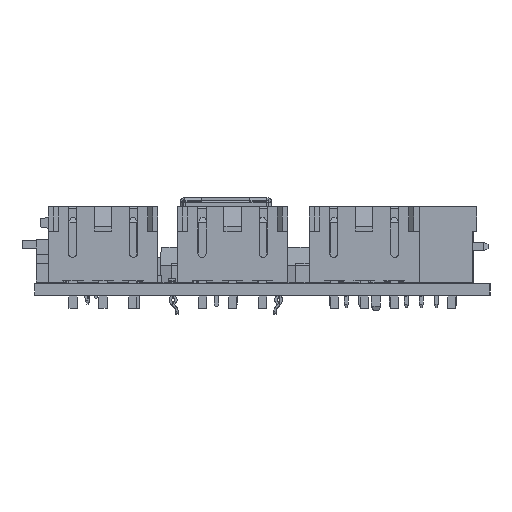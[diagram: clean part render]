
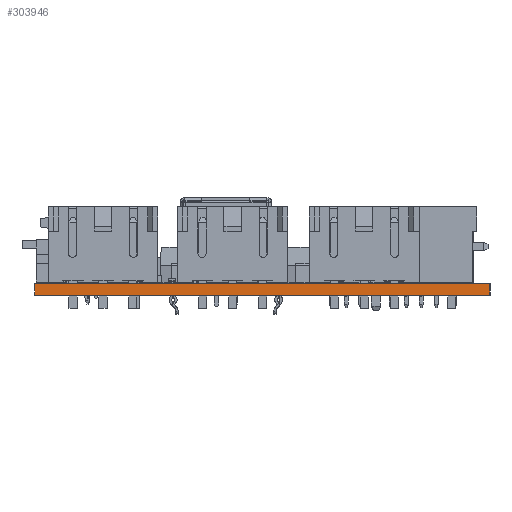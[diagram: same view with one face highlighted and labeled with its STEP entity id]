
A CAD part, left-side view. The second image highlights one B-rep face of the part: STEP entity #303946.
In plain terms, the highlighted planar face has unit normal (-1, 0, 0).
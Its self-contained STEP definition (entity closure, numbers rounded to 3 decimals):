
#303765 = PLANE('',#303766);
#303766 = AXIS2_PLACEMENT_3D('',#303767,#303768,#303769);
#303767 = CARTESIAN_POINT('',(191.11,-127.508,0.));
#303768 = DIRECTION('',(0.,-1.,0.));
#303769 = DIRECTION('',(-1.,0.,0.));
#303790 = VERTEX_POINT('',#303791);
#303791 = CARTESIAN_POINT('',(56.896,-127.508,1.58));
#303805 = PLANE('',#303806);
#303806 = AXIS2_PLACEMENT_3D('',#303807,#303808,#303809);
#303807 = CARTESIAN_POINT('',(124.003,-97.409,1.58));
#303808 = DIRECTION('',(-0.,-0.,-1.));
#303809 = DIRECTION('',(-1.,0.,0.));
#303817 = EDGE_CURVE('',#303818,#303790,#303820,.T.);
#303818 = VERTEX_POINT('',#303819);
#303819 = CARTESIAN_POINT('',(56.896,-127.508,0.));
#303820 = SURFACE_CURVE('',#303821,(#303825,#303832),.PCURVE_S1.);
#303821 = LINE('',#303822,#303823);
#303822 = CARTESIAN_POINT('',(56.896,-127.508,0.));
#303823 = VECTOR('',#303824,1.);
#303824 = DIRECTION('',(0.,0.,1.));
#303825 = PCURVE('',#303765,#303826);
#303826 = DEFINITIONAL_REPRESENTATION('',(#303827),#303831);
#303827 = LINE('',#303828,#303829);
#303828 = CARTESIAN_POINT('',(134.214,0.));
#303829 = VECTOR('',#303830,1.);
#303830 = DIRECTION('',(0.,-1.));
#303831 = ( GEOMETRIC_REPRESENTATION_CONTEXT(2) 
PARAMETRIC_REPRESENTATION_CONTEXT() REPRESENTATION_CONTEXT('2D SPACE',''
  ) );
#303832 = PCURVE('',#303833,#303838);
#303833 = PLANE('',#303834);
#303834 = AXIS2_PLACEMENT_3D('',#303835,#303836,#303837);
#303835 = CARTESIAN_POINT('',(56.896,-127.508,0.));
#303836 = DIRECTION('',(-1.,0.,0.));
#303837 = DIRECTION('',(0.,1.,0.));
#303838 = DEFINITIONAL_REPRESENTATION('',(#303839),#303843);
#303839 = LINE('',#303840,#303841);
#303840 = CARTESIAN_POINT('',(0.,0.));
#303841 = VECTOR('',#303842,1.);
#303842 = DIRECTION('',(0.,-1.));
#303843 = ( GEOMETRIC_REPRESENTATION_CONTEXT(2) 
PARAMETRIC_REPRESENTATION_CONTEXT() REPRESENTATION_CONTEXT('2D SPACE',''
  ) );
#303859 = PLANE('',#303860);
#303860 = AXIS2_PLACEMENT_3D('',#303861,#303862,#303863);
#303861 = CARTESIAN_POINT('',(124.003,-97.409,0.));
#303862 = DIRECTION('',(-0.,-0.,-1.));
#303863 = DIRECTION('',(-1.,0.,0.));
#303892 = PLANE('',#303893);
#303893 = AXIS2_PLACEMENT_3D('',#303894,#303895,#303896);
#303894 = CARTESIAN_POINT('',(56.896,-67.31,0.));
#303895 = DIRECTION('',(0.,1.,0.));
#303896 = DIRECTION('',(1.,0.,0.));
#303946 = ADVANCED_FACE('',(#303947),#303833,.T.);
#303947 = FACE_BOUND('',#303948,.T.);
#303948 = EDGE_LOOP('',(#303949,#303950,#303973,#303996));
#303949 = ORIENTED_EDGE('',*,*,#303817,.T.);
#303950 = ORIENTED_EDGE('',*,*,#303951,.T.);
#303951 = EDGE_CURVE('',#303790,#303952,#303954,.T.);
#303952 = VERTEX_POINT('',#303953);
#303953 = CARTESIAN_POINT('',(56.896,-67.31,1.58));
#303954 = SURFACE_CURVE('',#303955,(#303959,#303966),.PCURVE_S1.);
#303955 = LINE('',#303956,#303957);
#303956 = CARTESIAN_POINT('',(56.896,-127.508,1.58));
#303957 = VECTOR('',#303958,1.);
#303958 = DIRECTION('',(0.,1.,0.));
#303959 = PCURVE('',#303833,#303960);
#303960 = DEFINITIONAL_REPRESENTATION('',(#303961),#303965);
#303961 = LINE('',#303962,#303963);
#303962 = CARTESIAN_POINT('',(0.,-1.58));
#303963 = VECTOR('',#303964,1.);
#303964 = DIRECTION('',(1.,0.));
#303965 = ( GEOMETRIC_REPRESENTATION_CONTEXT(2) 
PARAMETRIC_REPRESENTATION_CONTEXT() REPRESENTATION_CONTEXT('2D SPACE',''
  ) );
#303966 = PCURVE('',#303805,#303967);
#303967 = DEFINITIONAL_REPRESENTATION('',(#303968),#303972);
#303968 = LINE('',#303969,#303970);
#303969 = CARTESIAN_POINT('',(67.107,-30.099));
#303970 = VECTOR('',#303971,1.);
#303971 = DIRECTION('',(0.,1.));
#303972 = ( GEOMETRIC_REPRESENTATION_CONTEXT(2) 
PARAMETRIC_REPRESENTATION_CONTEXT() REPRESENTATION_CONTEXT('2D SPACE',''
  ) );
#303973 = ORIENTED_EDGE('',*,*,#303974,.F.);
#303974 = EDGE_CURVE('',#303975,#303952,#303977,.T.);
#303975 = VERTEX_POINT('',#303976);
#303976 = CARTESIAN_POINT('',(56.896,-67.31,0.));
#303977 = SURFACE_CURVE('',#303978,(#303982,#303989),.PCURVE_S1.);
#303978 = LINE('',#303979,#303980);
#303979 = CARTESIAN_POINT('',(56.896,-67.31,0.));
#303980 = VECTOR('',#303981,1.);
#303981 = DIRECTION('',(0.,0.,1.));
#303982 = PCURVE('',#303833,#303983);
#303983 = DEFINITIONAL_REPRESENTATION('',(#303984),#303988);
#303984 = LINE('',#303985,#303986);
#303985 = CARTESIAN_POINT('',(60.198,0.));
#303986 = VECTOR('',#303987,1.);
#303987 = DIRECTION('',(0.,-1.));
#303988 = ( GEOMETRIC_REPRESENTATION_CONTEXT(2) 
PARAMETRIC_REPRESENTATION_CONTEXT() REPRESENTATION_CONTEXT('2D SPACE',''
  ) );
#303989 = PCURVE('',#303892,#303990);
#303990 = DEFINITIONAL_REPRESENTATION('',(#303991),#303995);
#303991 = LINE('',#303992,#303993);
#303992 = CARTESIAN_POINT('',(0.,0.));
#303993 = VECTOR('',#303994,1.);
#303994 = DIRECTION('',(0.,-1.));
#303995 = ( GEOMETRIC_REPRESENTATION_CONTEXT(2) 
PARAMETRIC_REPRESENTATION_CONTEXT() REPRESENTATION_CONTEXT('2D SPACE',''
  ) );
#303996 = ORIENTED_EDGE('',*,*,#303997,.F.);
#303997 = EDGE_CURVE('',#303818,#303975,#303998,.T.);
#303998 = SURFACE_CURVE('',#303999,(#304003,#304010),.PCURVE_S1.);
#303999 = LINE('',#304000,#304001);
#304000 = CARTESIAN_POINT('',(56.896,-127.508,0.));
#304001 = VECTOR('',#304002,1.);
#304002 = DIRECTION('',(0.,1.,0.));
#304003 = PCURVE('',#303833,#304004);
#304004 = DEFINITIONAL_REPRESENTATION('',(#304005),#304009);
#304005 = LINE('',#304006,#304007);
#304006 = CARTESIAN_POINT('',(0.,0.));
#304007 = VECTOR('',#304008,1.);
#304008 = DIRECTION('',(1.,0.));
#304009 = ( GEOMETRIC_REPRESENTATION_CONTEXT(2) 
PARAMETRIC_REPRESENTATION_CONTEXT() REPRESENTATION_CONTEXT('2D SPACE',''
  ) );
#304010 = PCURVE('',#303859,#304011);
#304011 = DEFINITIONAL_REPRESENTATION('',(#304012),#304016);
#304012 = LINE('',#304013,#304014);
#304013 = CARTESIAN_POINT('',(67.107,-30.099));
#304014 = VECTOR('',#304015,1.);
#304015 = DIRECTION('',(0.,1.));
#304016 = ( GEOMETRIC_REPRESENTATION_CONTEXT(2) 
PARAMETRIC_REPRESENTATION_CONTEXT() REPRESENTATION_CONTEXT('2D SPACE',''
  ) );
